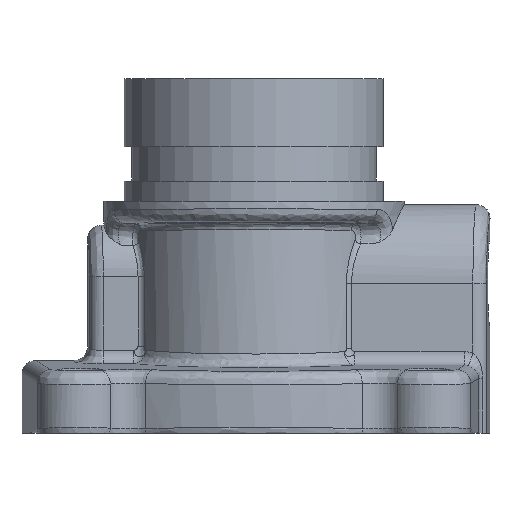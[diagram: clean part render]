
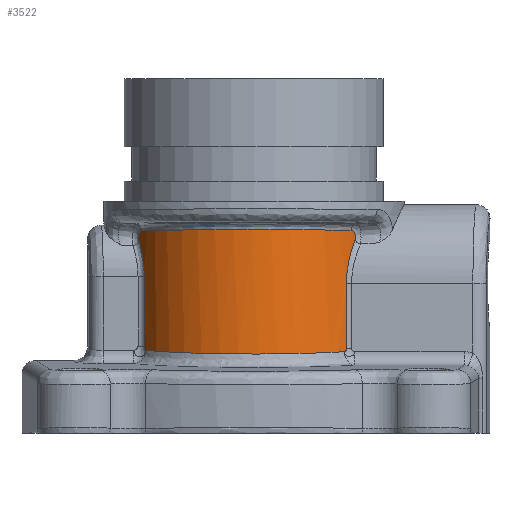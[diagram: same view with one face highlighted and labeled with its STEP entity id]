
A CAD part, left-side view. The second image highlights one B-rep face of the part: STEP entity #3522.
In plain terms, the highlighted cylindrical face has radius 28.575 mm (diameter 57.15 mm), a partial arc.
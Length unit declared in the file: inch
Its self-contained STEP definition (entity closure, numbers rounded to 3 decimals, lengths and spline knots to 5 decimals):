
#176=CARTESIAN_POINT('',(-0.74013,-0.84725,
1.4375));
#177=CARTESIAN_POINT('',(-0.74013,-0.84725,
1.46817));
#178=CARTESIAN_POINT('',(-0.73673,-0.85024,
1.53073));
#179=CARTESIAN_POINT('',(-0.71983,-0.86473,
1.62857));
#180=CARTESIAN_POINT('',(-0.68915,-0.88964,
1.72929));
#181=CARTESIAN_POINT('',(-0.6582,-0.91264,
1.79691));
#182=CARTESIAN_POINT('',(-0.63956,-0.92552,
1.8307));
#184=DIRECTION('',(0.,0.,1.));
#185=VECTOR('',#184,0.59928);
#186=CARTESIAN_POINT('',(-0.74013,-0.84725,
0.83822));
#187=LINE('',#186,#185);
#197=CARTESIAN_POINT('',(-0.53436,0.98999,
0.82387));
#198=CARTESIAN_POINT('',(-0.51892,0.99832,
0.82561));
#199=CARTESIAN_POINT('',(-0.50329,1.00614,
0.84363));
#200=CARTESIAN_POINT('',(-0.50329,1.00614,
0.86128));
#202=CARTESIAN_POINT('',(-0.75936,-0.83006,
0.81077));
#203=CARTESIAN_POINT('',(-0.74985,-0.83876,
0.81202));
#204=CARTESIAN_POINT('',(-0.74013,-0.84725,
0.82523));
#205=CARTESIAN_POINT('',(-0.74013,-0.84725,
0.83822));
#207=CARTESIAN_POINT('',(-0.53436,0.98999,
0.82387));
#208=CARTESIAN_POINT('',(-0.58182,0.96437,
0.8211));
#209=CARTESIAN_POINT('',(-0.67368,0.90601,
0.81576));
#210=CARTESIAN_POINT('',(-0.79977,0.79706,
0.80842));
#211=CARTESIAN_POINT('',(-0.90855,0.67036,
0.80208));
#212=CARTESIAN_POINT('',(-0.9968,0.53017,
0.79694));
#213=CARTESIAN_POINT('',(-1.06336,0.3794,
0.79307));
#214=CARTESIAN_POINT('',(-1.1074,0.22006,
0.7905));
#215=CARTESIAN_POINT('',(-1.12769,0.05549,
0.78932));
#216=CARTESIAN_POINT('',(-1.12367,-0.10971,
0.78955));
#217=CARTESIAN_POINT('',(-1.09575,-0.27207,
0.79118));
#218=CARTESIAN_POINT('',(-1.04419,-0.42954,
0.79418));
#219=CARTESIAN_POINT('',(-0.96943,-0.57892,
0.79854));
#220=CARTESIAN_POINT('',(-0.87369,-0.71507,
0.80411));
#221=CARTESIAN_POINT('',(-0.79901,-0.79379,
0.80846));
#222=CARTESIAN_POINT('',(-0.75936,-0.83006,
0.81077));
#1215=CARTESIAN_POINT('',(-0.63956,-0.92552,
1.8307));
#1216=CARTESIAN_POINT('',(-0.63698,-0.9273,
1.83537));
#1217=CARTESIAN_POINT('',(-0.63307,-0.92998,
1.84503));
#1218=CARTESIAN_POINT('',(-0.63069,-0.93159,
1.86088));
#1219=CARTESIAN_POINT('',(-0.63222,-0.93055,
1.87663));
#1220=CARTESIAN_POINT('',(-0.63748,-0.92697,
1.89134));
#1221=CARTESIAN_POINT('',(-0.64631,-0.92085,
1.90426));
#1222=CARTESIAN_POINT('',(-0.65828,-0.91235,
1.91447));
#1223=CARTESIAN_POINT('',(-0.67282,-0.90169,
1.92111));
#1224=CARTESIAN_POINT('',(-0.68316,-0.89385,
1.92271));
#1225=CARTESIAN_POINT('',(-0.68856,-0.88967,
1.9228));
#1250=CARTESIAN_POINT('',(-0.68856,-0.88967,
1.9228));
#1251=CARTESIAN_POINT('',(-0.7326,-0.85559,
1.92348));
#1252=CARTESIAN_POINT('',(-0.8156,-0.78087,
1.92461));
#1253=CARTESIAN_POINT('',(-0.9222,-0.65156,
1.9258));
#1254=CARTESIAN_POINT('',(-1.00842,-0.50794,
1.92663));
#1255=CARTESIAN_POINT('',(-1.07216,-0.35398,
1.92717));
#1256=CARTESIAN_POINT('',(-1.11251,-0.19275,
1.92749));
#1257=CARTESIAN_POINT('',(-1.12878,-0.0271,
1.92762));
#1258=CARTESIAN_POINT('',(-1.12045,0.13971,
1.92755));
#1259=CARTESIAN_POINT('',(-1.0875,0.30375,
1.9273));
#1260=CARTESIAN_POINT('',(-1.03083,0.46072,
1.92683));
#1261=CARTESIAN_POINT('',(-0.95179,0.60742,
1.9261));
#1262=CARTESIAN_POINT('',(-0.85188,0.74112,
1.92504));
#1263=CARTESIAN_POINT('',(-0.73265,0.85919,
1.92353));
#1264=CARTESIAN_POINT('',(-0.5975,0.9581,
1.92137));
#1265=CARTESIAN_POINT('',(-0.49844,1.0101,
1.91931));
#1266=CARTESIAN_POINT('',(-0.44724,1.03228,
1.91806));
#1303=CARTESIAN_POINT('',(-0.44724,1.03228,
1.91806));
#1304=CARTESIAN_POINT('',(-0.44224,1.03444,
1.91794));
#1305=CARTESIAN_POINT('',(-0.43266,1.03851,
1.91646));
#1306=CARTESIAN_POINT('',(-0.41909,1.04405,
1.91064));
#1307=CARTESIAN_POINT('',(-0.40753,1.04861,
1.90166));
#1308=CARTESIAN_POINT('',(-0.39848,1.05208,
1.89008));
#1309=CARTESIAN_POINT('',(-0.39242,1.05434,
1.87654));
#1310=CARTESIAN_POINT('',(-0.38967,1.05536,
1.86185));
#1311=CARTESIAN_POINT('',(-0.39036,1.0551,
1.84679));
#1312=CARTESIAN_POINT('',(-0.39453,1.05356,
1.83212));
#1313=CARTESIAN_POINT('',(-0.39933,1.05175,
1.82338));
#1314=CARTESIAN_POINT('',(-0.40229,1.05061,
1.81923));
#1329=CARTESIAN_POINT('',(-0.40229,1.05061,
1.81923));
#1330=CARTESIAN_POINT('',(-0.41943,1.04405,
1.79517));
#1331=CARTESIAN_POINT('',(-0.44899,1.03179,
1.7453));
#1332=CARTESIAN_POINT('',(-0.48094,1.01714,
1.66438));
#1333=CARTESIAN_POINT('',(-0.49942,1.00809,
1.58143));
#1334=CARTESIAN_POINT('',(-0.50329,1.00615,
1.52711));
#1335=CARTESIAN_POINT('',(-0.50329,1.00614,
1.5));
#1370=DIRECTION('',(0.,0.,-1.));
#1371=VECTOR('',#1370,0.63872);
#1372=CARTESIAN_POINT('',(-0.50329,1.00614,
1.5));
#1373=LINE('',#1372,#1371);
#2952=VERTEX_POINT('',#207);
#2953=VERTEX_POINT('',#222);
#2960=CARTESIAN_POINT('',(-0.50329,1.00614,
1.5));
#2961=CARTESIAN_POINT('',(-0.50329,1.00614,
0.86128));
#2962=VERTEX_POINT('',#2960);
#2963=VERTEX_POINT('',#2961);
#2965=VERTEX_POINT('',#1329);
#2968=VERTEX_POINT('',#1250);
#2969=VERTEX_POINT('',#1266);
#2971=VERTEX_POINT('',#1215);
#2973=VERTEX_POINT('',#176);
#2974=CARTESIAN_POINT('',(-0.74013,-0.84725,
0.83822));
#2975=VERTEX_POINT('',#2974);
#3497=CARTESIAN_POINT('',(0.,0.,0.625));
#3498=DIRECTION('',(0.,0.,-1.));
#3499=DIRECTION('',(-1.,0.,0.));
#3500=AXIS2_PLACEMENT_3D('',#3497,#3498,#3499);
#3501=CYLINDRICAL_SURFACE('',#3500,1.125);
#3503=ORIENTED_EDGE('',*,*,#3502,.F.);
#3505=ORIENTED_EDGE('',*,*,#3504,.T.);
#3507=ORIENTED_EDGE('',*,*,#3506,.F.);
#3509=ORIENTED_EDGE('',*,*,#3508,.F.);
#3511=ORIENTED_EDGE('',*,*,#3510,.F.);
#3513=ORIENTED_EDGE('',*,*,#3512,.F.);
#3515=ORIENTED_EDGE('',*,*,#3514,.F.);
#3516=ORIENTED_EDGE('',*,*,#3475,.F.);
#3517=ORIENTED_EDGE('',*,*,#3487,.F.);
#3519=ORIENTED_EDGE('',*,*,#3518,.F.);
#3520=EDGE_LOOP('',(#3503,#3505,#3507,#3509,#3511,#3513,#3515,#3516,#3517,
#3519));
#3521=FACE_OUTER_BOUND('',#3520,.F.);
#3522=ADVANCED_FACE('',(#3521),#3501,.T.);
#183=B_SPLINE_CURVE_WITH_KNOTS('',3,(#176,#177,#178,#179,#180,#181,#182),
.UNSPECIFIED.,.F.,.F.,(4,1,1,1,4),(0.,0.25,0.5,0.75,1.),
.UNSPECIFIED.);
#201=B_SPLINE_CURVE_WITH_KNOTS('',3,(#197,#198,#199,#200),.UNSPECIFIED.,.F.,.F.,
(4,4),(0.,1.),.UNSPECIFIED.);
#206=B_SPLINE_CURVE_WITH_KNOTS('',3,(#202,#203,#204,#205),.UNSPECIFIED.,.F.,.F.,
(4,4),(0.,1.),.UNSPECIFIED.);
#223=B_SPLINE_CURVE_WITH_KNOTS('',3,(#207,#208,#209,#210,#211,#212,#213,#214,
#215,#216,#217,#218,#219,#220,#221,#222),.UNSPECIFIED.,.F.,.F.,(4,1,1,1,1,1,1,1,
1,1,1,1,1,4),(0.,0.07692,0.15385,0.23077,
0.30769,0.38462,0.46154,0.53846,
0.61538,0.69231,0.76923,0.84615,
0.92308,1.),.UNSPECIFIED.);
#1226=B_SPLINE_CURVE_WITH_KNOTS('',3,(#1215,#1216,#1217,#1218,#1219,#1220,#1221,
#1222,#1223,#1224,#1225),.UNSPECIFIED.,.F.,.F.,(4,1,1,1,1,1,1,1,4),(0.,
0.125,0.25,0.375,0.5,0.625,0.75,0.875,1.),.UNSPECIFIED.);
#1267=B_SPLINE_CURVE_WITH_KNOTS('',3,(#1250,#1251,#1252,#1253,#1254,#1255,#1256,
#1257,#1258,#1259,#1260,#1261,#1262,#1263,#1264,#1265,#1266),.UNSPECIFIED.,.F.,
.F.,(4,1,1,1,1,1,1,1,1,1,1,1,1,1,4),(0.,0.07143,0.14286,
0.21429,0.28571,0.35714,0.42857,0.5,
0.57143,0.64286,0.71429,0.78571,
0.85714,0.92857,1.),.UNSPECIFIED.);
#1315=B_SPLINE_CURVE_WITH_KNOTS('',3,(#1303,#1304,#1305,#1306,#1307,#1308,#1309,
#1310,#1311,#1312,#1313,#1314),.UNSPECIFIED.,.F.,.F.,(4,1,1,1,1,1,1,1,1,4),
(0.,0.11111,0.22222,0.33333,0.44444,
0.55556,0.66667,0.77778,0.88889,1.),
.UNSPECIFIED.);
#1336=B_SPLINE_CURVE_WITH_KNOTS('',3,(#1329,#1330,#1331,#1332,#1333,#1334,
#1335),.UNSPECIFIED.,.F.,.F.,(4,1,1,1,4),(0.,0.25,0.5,0.75,1.),
.UNSPECIFIED.);
#3475=EDGE_CURVE('',#2973,#2971,#183,.T.);
#3487=EDGE_CURVE('',#2975,#2973,#187,.T.);
#3502=EDGE_CURVE('',#2952,#2953,#223,.T.);
#3504=EDGE_CURVE('',#2952,#2963,#201,.T.);
#3506=EDGE_CURVE('',#2962,#2963,#1373,.T.);
#3508=EDGE_CURVE('',#2965,#2962,#1336,.T.);
#3510=EDGE_CURVE('',#2969,#2965,#1315,.T.);
#3512=EDGE_CURVE('',#2968,#2969,#1267,.T.);
#3514=EDGE_CURVE('',#2971,#2968,#1226,.T.);
#3518=EDGE_CURVE('',#2953,#2975,#206,.T.);
